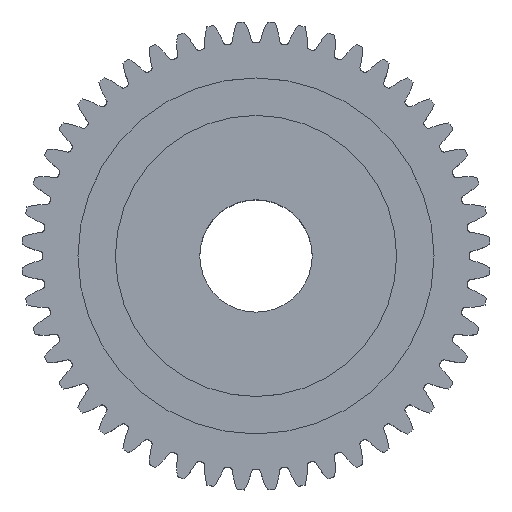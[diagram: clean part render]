
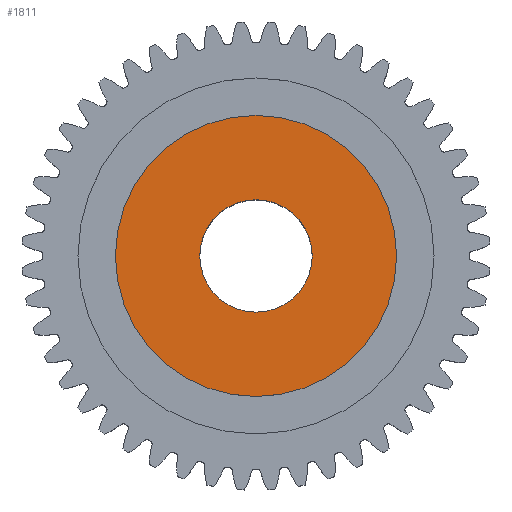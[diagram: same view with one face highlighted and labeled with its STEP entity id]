
A CAD part, top view. The second image highlights one B-rep face of the part: STEP entity #1811.
In plain terms, the highlighted planar face has unit normal (0, 0, 1).
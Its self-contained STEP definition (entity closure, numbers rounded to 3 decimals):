
#68 = DIRECTION ( 'NONE',  ( 1., 0., 0. ) ) ;
#69 = DIRECTION ( 'NONE',  ( 0., 0., 1. ) ) ;
#70 = CARTESIAN_POINT ( 'NONE',  ( 0., 0., 3. ) ) ;
#76 = DIRECTION ( 'NONE',  ( 1., 0., 0. ) ) ;
#77 = DIRECTION ( 'NONE',  ( 0., 0., 1. ) ) ;
#78 = CARTESIAN_POINT ( 'NONE',  ( 0., 0., 3. ) ) ;
#79 = CIRCLE ( 'NONE', #162, 3. ) ;
#137 = AXIS2_PLACEMENT_3D ( 'NONE', #70, #69, #68 ) ;
#155 = CIRCLE ( 'NONE', #137, 7.5 ) ;
#162 = AXIS2_PLACEMENT_3D ( 'NONE', #78, #77, #76 ) ;
#976 = AXIS2_PLACEMENT_3D ( 'NONE', #1002, #1001, #1000 ) ;
#985 = PLANE ( 'NONE',  #976 ) ;
#1000 = DIRECTION ( 'NONE',  ( 1., 0., 0. ) ) ;
#1001 = DIRECTION ( 'NONE',  ( 0., 0., 1. ) ) ;
#1002 = CARTESIAN_POINT ( 'NONE',  ( 0., 0., 3. ) ) ;
#1006 = FACE_BOUND ( 'NONE', #2492, .T. ) ;
#1041 = FACE_OUTER_BOUND ( 'NONE', #1853, .T. ) ;
#1811 = ADVANCED_FACE ( 'NONE', ( #1006, #1041 ), #985, .T. ) ;
#1812 = ORIENTED_EDGE ( 'NONE', *, *, #5209, .F. ) ;
#1849 = EDGE_CURVE ( 'NONE', #5265, #5266, #79, .T. ) ;
#1852 = EDGE_CURVE ( 'NONE', #5158, #5157, #155, .T. ) ;
#1853 = EDGE_LOOP ( 'NONE', ( #2556, #2555 ) ) ;
#2492 = EDGE_LOOP ( 'NONE', ( #2495, #1812 ) ) ;
#2495 = ORIENTED_EDGE ( 'NONE', *, *, #1849, .F. ) ;
#2555 = ORIENTED_EDGE ( 'NONE', *, *, #5152, .T. ) ;
#2556 = ORIENTED_EDGE ( 'NONE', *, *, #1852, .T. ) ;
#5152 = EDGE_CURVE ( 'NONE', #5157, #5158, #11368, .T. ) ;
#5157 = VERTEX_POINT ( 'NONE', #11407 ) ;
#5158 = VERTEX_POINT ( 'NONE', #11356 ) ;
#5209 = EDGE_CURVE ( 'NONE', #5266, #5265, #10358, .T. ) ;
#5265 = VERTEX_POINT ( 'NONE', #10390 ) ;
#5266 = VERTEX_POINT ( 'NONE', #10386 ) ;
#10354 = DIRECTION ( 'NONE',  ( 1., 0., 0. ) ) ;
#10355 = DIRECTION ( 'NONE',  ( 0., 0., 1. ) ) ;
#10356 = CARTESIAN_POINT ( 'NONE',  ( 0., 0., 3. ) ) ;
#10357 = AXIS2_PLACEMENT_3D ( 'NONE', #10356, #10355, #10354 ) ;
#10358 = CIRCLE ( 'NONE', #10357, 3. ) ;
#10386 = CARTESIAN_POINT ( 'NONE',  ( -3., 0., 3. ) ) ;
#10390 = CARTESIAN_POINT ( 'NONE',  ( 3., 0., 3. ) ) ;
#11356 = CARTESIAN_POINT ( 'NONE',  ( -7.5, 0., 3. ) ) ;
#11358 = DIRECTION ( 'NONE',  ( 1., 0., 0. ) ) ;
#11359 = DIRECTION ( 'NONE',  ( 0., 0., 1. ) ) ;
#11360 = CARTESIAN_POINT ( 'NONE',  ( 0., 0., 3. ) ) ;
#11361 = AXIS2_PLACEMENT_3D ( 'NONE', #11360, #11359, #11358 ) ;
#11368 = CIRCLE ( 'NONE', #11361, 7.5 ) ;
#11407 = CARTESIAN_POINT ( 'NONE',  ( 7.5, 0., 3. ) ) ;
